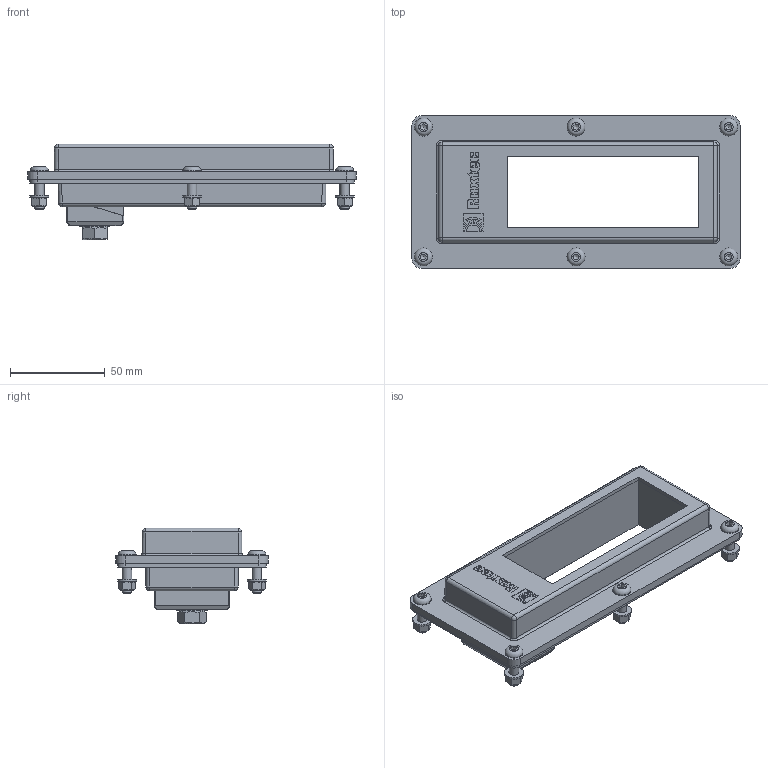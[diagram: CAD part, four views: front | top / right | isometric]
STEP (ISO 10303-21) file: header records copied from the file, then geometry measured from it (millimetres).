
FILE_DESCRIPTION((''),'2;1');
FILE_NAME('ComSeal 10 AISI 316.stp','2013-04-03T08:15:55',('se-henols'),(''),'Autodesk Inventor 2012','Autodesk Inventor 2012','');
FILE_SCHEMA(('AUTOMOTIVE_DESIGN { 1 0 10303 214 1 1 1 1 }'));
Length unit declared in the file: millimetre
Products named in the file (1): Part1
Bounding box: 173 x 80.5 x 50.4 mm (x, y, z)
Volume: 153901.7 mm3; surface area: 57197.4 mm2
Topology: 1 solids, 9 shells, 729 faces, 1884 edges, 1233 vertices
Faces by surface type: plane 532, cylinder 135, cone 28, sphere 12, torus 12, bspline 10
Full cylindrical faces by diameter (mm): 5 x18, 5.3 x6, 5.5 x6, 6.647 x2, 8 x1, 8.4 x1, 9.5 x6, 10 x6, 16 x1, 21 x1
Entity records: 22317 total; most frequent: CARTESIAN_POINT 4321, ORIENTED_EDGE 3548, DIRECTION 3411, EDGE_CURVE 1774, VECTOR 1305, LINE 1305, VERTEX_POINT 1211, AXIS2_PLACEMENT_3D 1053
